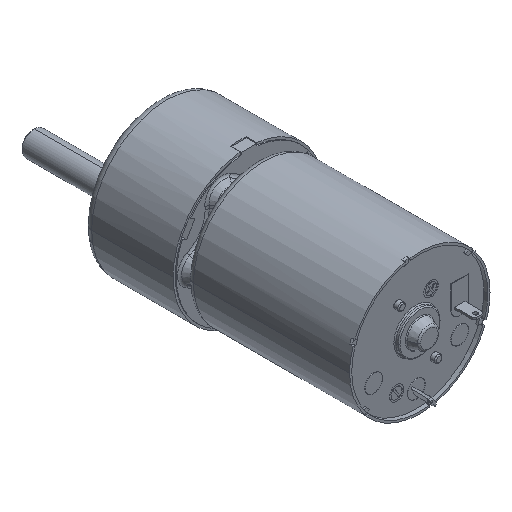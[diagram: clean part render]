
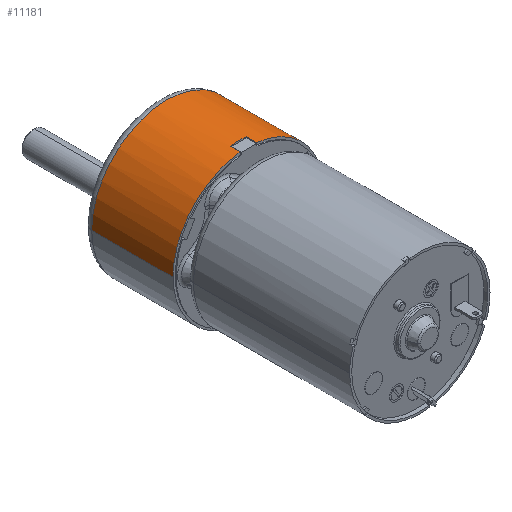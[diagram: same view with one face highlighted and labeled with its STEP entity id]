
A CAD part, isometric view. The second image highlights one B-rep face of the part: STEP entity #11181.
In plain terms, the highlighted cylindrical face has radius 18.5 mm (diameter 37 mm), a partial arc.
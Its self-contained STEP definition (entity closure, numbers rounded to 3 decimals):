
#119 = VECTOR ( 'NONE', #2617, 1000. ) ;
#171 = CARTESIAN_POINT ( 'NONE',  ( 2., 2.5, 18.392 ) ) ;
#176 = VERTEX_POINT ( 'NONE', #10960 ) ;
#264 = ORIENTED_EDGE ( 'NONE', *, *, #10982, .F. ) ;
#392 = ORIENTED_EDGE ( 'NONE', *, *, #1999, .T. ) ;
#795 = AXIS2_PLACEMENT_3D ( 'NONE', #7845, #2592, #8711 ) ;
#818 = DIRECTION ( 'NONE',  ( 0., -1., 0. ) ) ;
#826 = CARTESIAN_POINT ( 'NONE',  ( -18.5, -44.5, 0. ) ) ;
#846 = DIRECTION ( 'NONE',  ( 0., -1., 0. ) ) ;
#1038 = VECTOR ( 'NONE', #10209, 1000. ) ;
#1999 = EDGE_CURVE ( 'NONE', #8755, #176, #2145, .T. ) ;
#2145 = LINE ( 'NONE', #826, #6863 ) ;
#2510 = DIRECTION ( 'NONE',  ( 0., -1., 0. ) ) ;
#2548 = ORIENTED_EDGE ( 'NONE', *, *, #3432, .T. ) ;
#2561 = CIRCLE ( 'NONE', #11144, 18.5 ) ;
#2592 = DIRECTION ( 'NONE',  ( 0., -1., 0. ) ) ;
#2617 = DIRECTION ( 'NONE',  ( 0., 1., 0. ) ) ;
#2794 = FACE_OUTER_BOUND ( 'NONE', #5090, .T. ) ;
#3432 = EDGE_CURVE ( 'NONE', #4131, #10493, #8118, .T. ) ;
#3591 = CARTESIAN_POINT ( 'NONE',  ( -2., 0., 18.392 ) ) ;
#3820 = CARTESIAN_POINT ( 'NONE',  ( 0., 2.5, 0. ) ) ;
#3894 = ORIENTED_EDGE ( 'NONE', *, *, #7724, .F. ) ;
#4025 = DIRECTION ( 'NONE',  ( 0., -1., 0. ) ) ;
#4066 = LINE ( 'NONE', #6199, #6102 ) ;
#4121 = AXIS2_PLACEMENT_3D ( 'NONE', #7756, #2510, #8619 ) ;
#4131 = VERTEX_POINT ( 'NONE', #171 ) ;
#4476 = CARTESIAN_POINT ( 'NONE',  ( -18.5, 20., 0. ) ) ;
#4766 = DIRECTION ( 'NONE',  ( 1., 0., 0. ) ) ;
#4961 = CIRCLE ( 'NONE', #795, 18.5 ) ;
#5090 = EDGE_LOOP ( 'NONE', ( #6744, #392, #3894, #10040, #10534, #2548, #11354, #264 ) ) ;
#5564 = CARTESIAN_POINT ( 'NONE',  ( 0., -44.5, 0. ) ) ;
#5718 = CARTESIAN_POINT ( 'NONE',  ( 2., 0., 18.392 ) ) ;
#6102 = VECTOR ( 'NONE', #818, 1000. ) ;
#6183 = VERTEX_POINT ( 'NONE', #8170 ) ;
#6199 = CARTESIAN_POINT ( 'NONE',  ( 18.5, -44.5, 0. ) ) ;
#6438 = DIRECTION ( 'NONE',  ( 0., -1., 0. ) ) ;
#6744 = ORIENTED_EDGE ( 'NONE', *, *, #7116, .T. ) ;
#6778 = CARTESIAN_POINT ( 'NONE',  ( 18.5, 0., 0. ) ) ;
#6863 = VECTOR ( 'NONE', #846, 1000. ) ;
#6927 = CYLINDRICAL_SURFACE ( 'NONE', #9786, 18.5 ) ;
#6933 = CIRCLE ( 'NONE', #4121, 18.5 ) ;
#7004 = LINE ( 'NONE', #11467, #119 ) ;
#7055 = VERTEX_POINT ( 'NONE', #6778 ) ;
#7116 = EDGE_CURVE ( 'NONE', #9174, #8755, #4961, .T. ) ;
#7632 = CARTESIAN_POINT ( 'NONE',  ( 18.5, 20., 0. ) ) ;
#7724 = EDGE_CURVE ( 'NONE', #10180, #176, #6933, .T. ) ;
#7756 = CARTESIAN_POINT ( 'NONE',  ( 0., 0., 0. ) ) ;
#7845 = CARTESIAN_POINT ( 'NONE',  ( 0., 20., 0. ) ) ;
#7885 = EDGE_CURVE ( 'NONE', #10180, #6183, #7004, .T. ) ;
#8118 = LINE ( 'NONE', #9274, #1038 ) ;
#8170 = CARTESIAN_POINT ( 'NONE',  ( -2., 2.5, 18.392 ) ) ;
#8619 = DIRECTION ( 'NONE',  ( 1., 0., 0. ) ) ;
#8711 = DIRECTION ( 'NONE',  ( 1., 0., 0. ) ) ;
#8755 = VERTEX_POINT ( 'NONE', #4476 ) ;
#8901 = EDGE_CURVE ( 'NONE', #6183, #4131, #2561, .T. ) ;
#9161 = CARTESIAN_POINT ( 'NONE',  ( 0., 0., 0. ) ) ;
#9174 = VERTEX_POINT ( 'NONE', #7632 ) ;
#9274 = CARTESIAN_POINT ( 'NONE',  ( 2., -44.5, 18.392 ) ) ;
#9701 = AXIS2_PLACEMENT_3D ( 'NONE', #9161, #4025, #10082 ) ;
#9786 = AXIS2_PLACEMENT_3D ( 'NONE', #5564, #6438, #10764 ) ;
#9872 = DIRECTION ( 'NONE',  ( 0., 1., 0. ) ) ;
#9893 = CIRCLE ( 'NONE', #9701, 18.5 ) ;
#10040 = ORIENTED_EDGE ( 'NONE', *, *, #7885, .T. ) ;
#10082 = DIRECTION ( 'NONE',  ( 1., 0., 0. ) ) ;
#10180 = VERTEX_POINT ( 'NONE', #3591 ) ;
#10209 = DIRECTION ( 'NONE',  ( 0., -1., 0. ) ) ;
#10493 = VERTEX_POINT ( 'NONE', #5718 ) ;
#10534 = ORIENTED_EDGE ( 'NONE', *, *, #8901, .T. ) ;
#10764 = DIRECTION ( 'NONE',  ( 1., 0., 0. ) ) ;
#10960 = CARTESIAN_POINT ( 'NONE',  ( -18.5, 0., 0. ) ) ;
#10982 = EDGE_CURVE ( 'NONE', #9174, #7055, #4066, .T. ) ;
#11144 = AXIS2_PLACEMENT_3D ( 'NONE', #3820, #9872, #4766 ) ;
#11181 = ADVANCED_FACE ( 'NONE', ( #2794 ), #6927, .T. ) ;
#11354 = ORIENTED_EDGE ( 'NONE', *, *, #11366, .F. ) ;
#11366 = EDGE_CURVE ( 'NONE', #7055, #10493, #9893, .T. ) ;
#11467 = CARTESIAN_POINT ( 'NONE',  ( -2., -44.5, 18.392 ) ) ;
